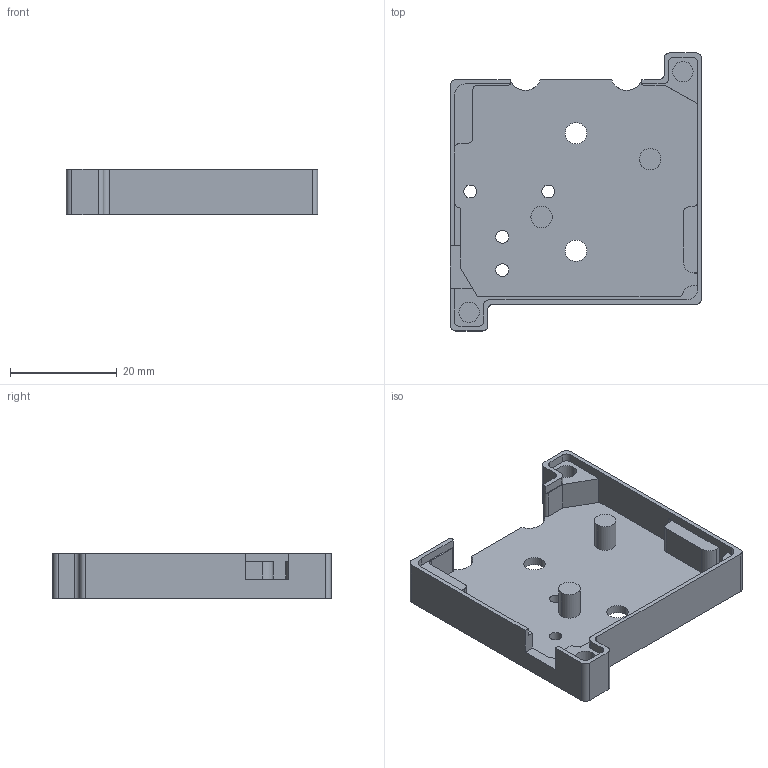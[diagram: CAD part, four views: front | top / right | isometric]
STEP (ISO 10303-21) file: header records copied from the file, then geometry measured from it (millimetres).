
FILE_DESCRIPTION (( 'STEP AP214' ), '1' );
FILE_NAME ('Top bracket.STEP', '2022-06-02T10:18:34', ( '' ), ( '' ), 'SwSTEP 2.0', 'SolidWorks 2020', '' );
FILE_SCHEMA (( 'AUTOMOTIVE_DESIGN' ));
Length unit declared in the file: millimetre
Products named in the file (1): Top bracket
Bounding box: 47 x 52 x 8.59 mm (x, y, z)
Volume: 5113.1 mm3; surface area: 6802.8 mm2
Topology: 1 solids, 1 shells, 100 faces, 282 edges, 188 vertices
Faces by surface type: cylinder 51, plane 49
Entity records: 3330 total; most frequent: DIRECTION 590, CARTESIAN_POINT 571, ORIENTED_EDGE 564, EDGE_CURVE 282, AXIS2_PLACEMENT_3D 207, VERTEX_POINT 188, VECTOR 176, LINE 176
